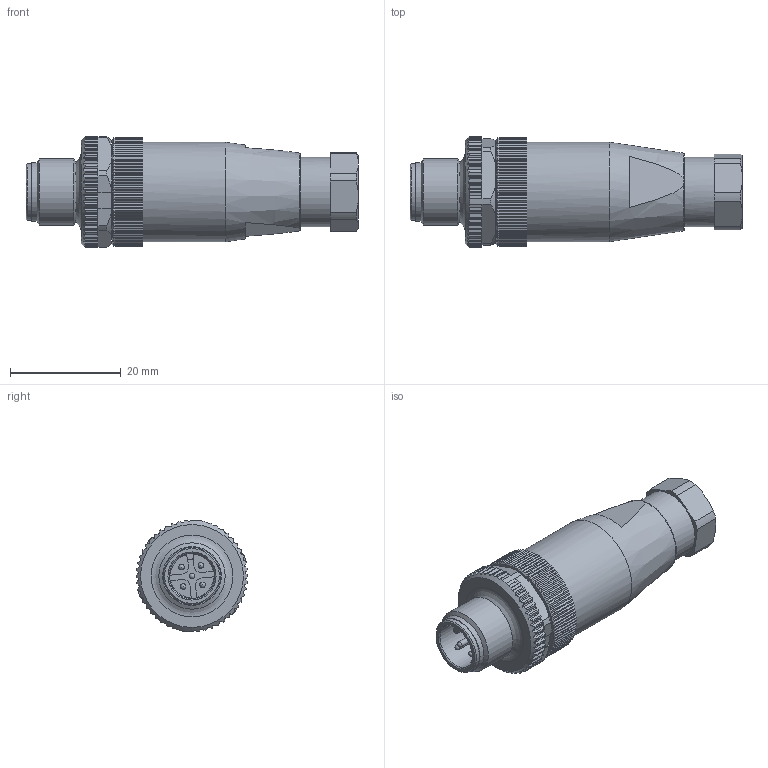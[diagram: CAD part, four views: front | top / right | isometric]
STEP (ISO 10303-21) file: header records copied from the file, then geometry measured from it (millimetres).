
FILE_DESCRIPTION(/* description */ (''),/* implementation_level */ '2;1');
FILE_NAME(/* name */ 'WASC5K.stp',/* time_stamp */ '2016-03-23T14:54:31+01:00',/* author */ (''),/* organization */ (''),/* preprocessor_version */ 'ST-DEVELOPER v16',/* originating_system */ 'SIEMENS PLM Software NX 10.0',/* authorisation */ '');
FILE_SCHEMA (('AUTOMOTIVE_DESIGN { 1 0 10303 214 3 1 1 1 }'));
Length unit declared in the file: millimetre
Products named in the file (1): WASC5K
Bounding box: 60 x 20.2 x 20.2 mm (x, y, z)
Volume: 11709 mm3; surface area: 4275.3 mm2
Topology: 1 solids, 1 shells, 616 faces, 1803 edges, 1196 vertices
Faces by surface type: plane 359, cylinder 227, cone 23, sphere 5, torus 2
Full cylindrical faces by diameter (mm): 1 x5, 8.3 x1, 10.3 x1, 10.6 x1, 12 x1, 12.5 x1, 13.9 x1, 18 x1
Entity records: 21786 total; most frequent: CARTESIAN_POINT 6149, ORIENTED_EDGE 3508, DIRECTION 2952, EDGE_CURVE 1754, VERTEX_POINT 1174, AXIS2_PLACEMENT_3D 1017, LINE 918, VECTOR 918
